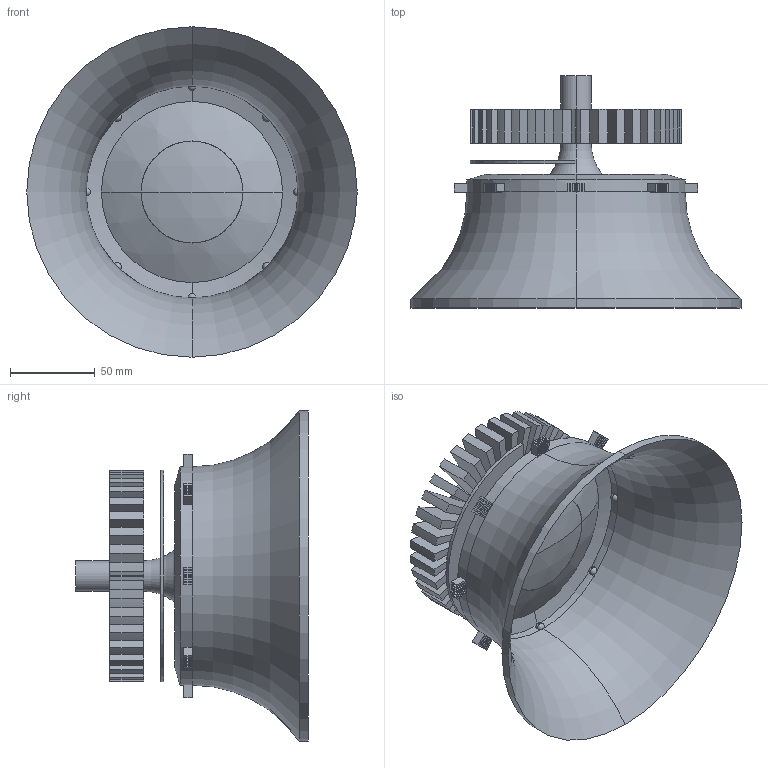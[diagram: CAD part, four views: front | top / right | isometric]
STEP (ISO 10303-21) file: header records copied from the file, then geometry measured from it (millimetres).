
FILE_DESCRIPTION (( 'STEP AP203' ), '1' );
FILE_NAME ('錨璃2.STEP', '2015-05-07T16:47:00', ( '' ), ( '' ), 'SwSTEP 2.0', 'SolidWorks 2014', '' );
FILE_SCHEMA (( 'CONFIG_CONTROL_DESIGN' ));
Length unit declared in the file: millimetre
Products named in the file (1): 錨璃2
Bounding box: 195 x 137.14 x 195 mm (x, y, z)
Volume: 311494.2 mm3; surface area: 221559.6 mm2
Topology: 39 solids, 39 shells, 470 faces, 1132 edges, 751 vertices
Faces by surface type: plane 350, cylinder 88, sphere 20, torus 6, cone 6
Entity records: 14065 total; most frequent: CARTESIAN_POINT 2854, DIRECTION 2286, ORIENTED_EDGE 2264, EDGE_CURVE 1132, VECTOR 880, LINE 880, VERTEX_POINT 751, AXIS2_PLACEMENT_3D 703
